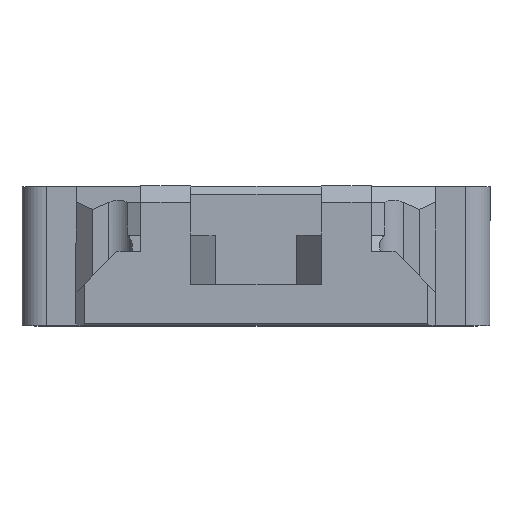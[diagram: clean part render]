
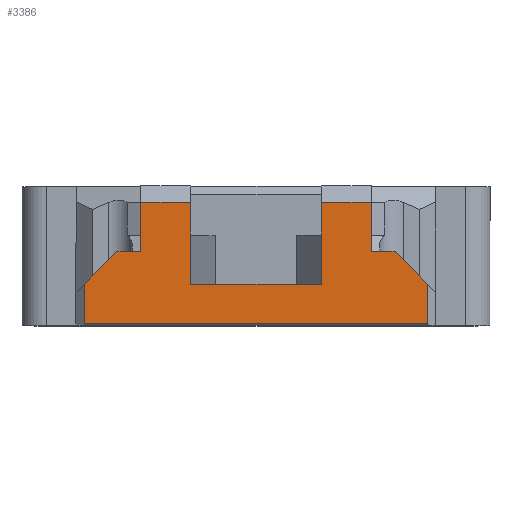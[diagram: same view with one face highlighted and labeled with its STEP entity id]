
A CAD part, top view. The second image highlights one B-rep face of the part: STEP entity #3386.
In plain terms, the highlighted face is planar.
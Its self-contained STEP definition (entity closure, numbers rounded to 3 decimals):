
#118=PLANE('',#3676);
#253=FACE_OUTER_BOUND('',#466,.T.);
#466=EDGE_LOOP('',(#2657,#2658,#2659,#2660,#2661,#2662,#2663,#2664,#2665,
#2666,#2667,#2668,#2669,#2670,#2671,#2672));
#754=LINE('',#5273,#1108);
#756=LINE('',#5278,#1110);
#772=LINE('',#5331,#1126);
#775=LINE('',#5337,#1129);
#780=LINE('',#5346,#1134);
#815=LINE('',#5426,#1169);
#816=LINE('',#5428,#1170);
#817=LINE('',#5430,#1171);
#818=LINE('',#5432,#1172);
#819=LINE('',#5433,#1173);
#820=LINE('',#5435,#1174);
#821=LINE('',#5437,#1175);
#822=LINE('',#5439,#1176);
#823=LINE('',#5441,#1177);
#824=LINE('',#5442,#1178);
#825=LINE('',#5443,#1179);
#1108=VECTOR('',#4172,1000.);
#1110=VECTOR('',#4176,1000.);
#1126=VECTOR('',#4226,1000.);
#1129=VECTOR('',#4231,1000.);
#1134=VECTOR('',#4238,1000.);
#1169=VECTOR('',#4345,1000.);
#1170=VECTOR('',#4346,1000.);
#1171=VECTOR('',#4347,1000.);
#1172=VECTOR('',#4348,1000.);
#1173=VECTOR('',#4349,1000.);
#1174=VECTOR('',#4350,1000.);
#1175=VECTOR('',#4351,1000.);
#1176=VECTOR('',#4352,1000.);
#1177=VECTOR('',#4353,1000.);
#1178=VECTOR('',#4354,1000.);
#1179=VECTOR('',#4355,1000.);
#1645=VERTEX_POINT('',#5270);
#1646=VERTEX_POINT('',#5272);
#1647=VERTEX_POINT('',#5276);
#1648=VERTEX_POINT('',#5277);
#1667=VERTEX_POINT('',#5328);
#1668=VERTEX_POINT('',#5330);
#1670=VERTEX_POINT('',#5336);
#1672=VERTEX_POINT('',#5342);
#1682=VERTEX_POINT('',#5425);
#1683=VERTEX_POINT('',#5427);
#1684=VERTEX_POINT('',#5429);
#1685=VERTEX_POINT('',#5431);
#1686=VERTEX_POINT('',#5434);
#1687=VERTEX_POINT('',#5436);
#1688=VERTEX_POINT('',#5438);
#1689=VERTEX_POINT('',#5440);
#1984=EDGE_CURVE('',#1645,#1646,#754,.T.);
#1986=EDGE_CURVE('',#1647,#1648,#756,.T.);
#2012=EDGE_CURVE('',#1668,#1667,#772,.T.);
#2015=EDGE_CURVE('',#1667,#1670,#775,.T.);
#2020=EDGE_CURVE('',#1668,#1672,#780,.T.);
#2063=EDGE_CURVE('',#1682,#1645,#815,.F.);
#2064=EDGE_CURVE('',#1683,#1682,#816,.T.);
#2065=EDGE_CURVE('',#1683,#1684,#817,.T.);
#2066=EDGE_CURVE('',#1685,#1684,#818,.T.);
#2067=EDGE_CURVE('',#1672,#1685,#819,.T.);
#2068=EDGE_CURVE('',#1670,#1686,#820,.T.);
#2069=EDGE_CURVE('',#1687,#1686,#821,.T.);
#2070=EDGE_CURVE('',#1688,#1687,#822,.T.);
#2071=EDGE_CURVE('',#1688,#1689,#823,.T.);
#2072=EDGE_CURVE('',#1647,#1689,#824,.T.);
#2073=EDGE_CURVE('',#1646,#1648,#825,.T.);
#2657=ORIENTED_EDGE('',*,*,#1984,.F.);
#2658=ORIENTED_EDGE('',*,*,#2063,.F.);
#2659=ORIENTED_EDGE('',*,*,#2064,.F.);
#2660=ORIENTED_EDGE('',*,*,#2065,.T.);
#2661=ORIENTED_EDGE('',*,*,#2066,.F.);
#2662=ORIENTED_EDGE('',*,*,#2067,.F.);
#2663=ORIENTED_EDGE('',*,*,#2020,.F.);
#2664=ORIENTED_EDGE('',*,*,#2012,.T.);
#2665=ORIENTED_EDGE('',*,*,#2015,.T.);
#2666=ORIENTED_EDGE('',*,*,#2068,.T.);
#2667=ORIENTED_EDGE('',*,*,#2069,.F.);
#2668=ORIENTED_EDGE('',*,*,#2070,.F.);
#2669=ORIENTED_EDGE('',*,*,#2071,.T.);
#2670=ORIENTED_EDGE('',*,*,#2072,.F.);
#2671=ORIENTED_EDGE('',*,*,#1986,.T.);
#2672=ORIENTED_EDGE('',*,*,#2073,.F.);
#3386=ADVANCED_FACE('',(#253),#118,.T.);
#3676=AXIS2_PLACEMENT_3D('',#5424,#4343,#4344);
#4172=DIRECTION('',(0.,-1.,0.));
#4176=DIRECTION('',(0.,-1.,0.));
#4226=DIRECTION('',(1.,0.,0.));
#4231=DIRECTION('',(0.,1.,0.));
#4238=DIRECTION('',(0.,1.,0.));
#4343=DIRECTION('center_axis',(0.,0.,-1.));
#4344=DIRECTION('ref_axis',(-1.,0.,0.));
#4345=DIRECTION('',(0.707,0.707,0.));
#4346=DIRECTION('',(-1.,0.,0.));
#4347=DIRECTION('',(0.,1.,0.));
#4348=DIRECTION('',(-1.,0.,0.));
#4349=DIRECTION('',(0.,1.,0.));
#4350=DIRECTION('',(0.,1.,0.));
#4351=DIRECTION('',(-1.,0.,0.));
#4352=DIRECTION('',(0.,1.,0.));
#4353=DIRECTION('',(1.,0.,0.));
#4354=DIRECTION('',(-0.707,0.707,0.));
#4355=DIRECTION('',(1.,0.,0.));
#5270=CARTESIAN_POINT('',(-21.,18.65,-33.));
#5272=CARTESIAN_POINT('',(-21.,13.85,-33.));
#5273=CARTESIAN_POINT('',(-21.,30.65,-33.));
#5276=CARTESIAN_POINT('',(21.,18.65,-33.));
#5277=CARTESIAN_POINT('',(21.,13.85,-33.));
#5278=CARTESIAN_POINT('',(21.,30.65,-33.));
#5328=CARTESIAN_POINT('',(8.,18.65,-33.));
#5330=CARTESIAN_POINT('',(-8.,18.65,-33.));
#5331=CARTESIAN_POINT('',(11.,18.65,-33.));
#5336=CARTESIAN_POINT('',(8.,24.65,-33.));
#5337=CARTESIAN_POINT('',(8.,18.65,-33.));
#5342=CARTESIAN_POINT('',(-8.,24.65,-33.));
#5346=CARTESIAN_POINT('',(-8.,18.65,-33.));
#5424=CARTESIAN_POINT('Origin',(11.,30.65,-33.));
#5425=CARTESIAN_POINT('',(-17.,22.65,-33.));
#5426=CARTESIAN_POINT('',(-17.,22.65,-33.));
#5427=CARTESIAN_POINT('',(-14.1,22.65,-33.));
#5428=CARTESIAN_POINT('',(-18.55,22.65,-33.));
#5429=CARTESIAN_POINT('',(-14.1,28.65,-33.));
#5430=CARTESIAN_POINT('',(-14.1,22.65,-33.));
#5431=CARTESIAN_POINT('',(-8.,28.65,-33.));
#5432=CARTESIAN_POINT('',(-14.1,28.65,-33.));
#5433=CARTESIAN_POINT('',(-8.,24.65,-33.));
#5434=CARTESIAN_POINT('',(8.,28.65,-33.));
#5435=CARTESIAN_POINT('',(8.,24.65,-33.));
#5436=CARTESIAN_POINT('',(14.1,28.65,-33.));
#5437=CARTESIAN_POINT('',(8.,28.65,-33.));
#5438=CARTESIAN_POINT('',(14.1,22.65,-33.));
#5439=CARTESIAN_POINT('',(14.1,22.65,-33.));
#5440=CARTESIAN_POINT('',(17.,22.65,-33.));
#5441=CARTESIAN_POINT('',(18.55,22.65,-33.));
#5442=CARTESIAN_POINT('',(22.,17.65,-33.));
#5443=CARTESIAN_POINT('',(11.,13.85,-33.));
